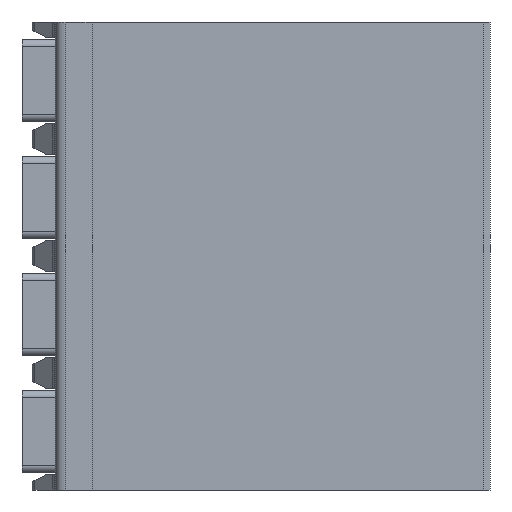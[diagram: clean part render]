
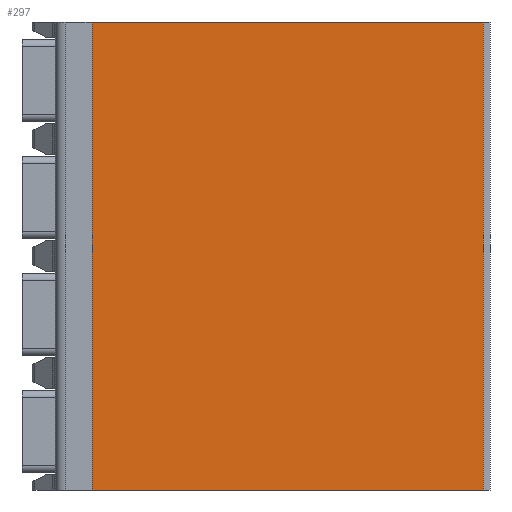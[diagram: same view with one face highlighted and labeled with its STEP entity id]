
A CAD part, left-side view. The second image highlights one B-rep face of the part: STEP entity #297.
In plain terms, the highlighted planar face has unit normal (-1, 0, 0).
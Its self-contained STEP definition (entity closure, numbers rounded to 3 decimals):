
#297 = ADVANCED_FACE( '', ( #829 ), #830, .F. );
#829 = FACE_OUTER_BOUND( '', #1446, .T. );
#830 = PLANE( '', #1447 );
#1446 = EDGE_LOOP( '', ( #3409, #3410, #3411, #3412 ) );
#1447 = AXIS2_PLACEMENT_3D( '', #3413, #3414, #3415 );
#3409 = ORIENTED_EDGE( '', *, *, #4758, .T. );
#3410 = ORIENTED_EDGE( '', *, *, #4757, .F. );
#3411 = ORIENTED_EDGE( '', *, *, #4759, .F. );
#3412 = ORIENTED_EDGE( '', *, *, #4760, .T. );
#3413 = CARTESIAN_POINT( '', ( 0.75, 11.9, 14. ) );
#3414 = DIRECTION( '', ( 1., 0., 0. ) );
#3415 = DIRECTION( '', ( 0., 1., 0. ) );
#4757 = EDGE_CURVE( '', #5981, #5979, #5983, .T. );
#4758 = EDGE_CURVE( '', #5984, #5979, #5985, .T. );
#4759 = EDGE_CURVE( '', #5986, #5981, #5987, .T. );
#4760 = EDGE_CURVE( '', #5986, #5984, #5988, .T. );
#5979 = VERTEX_POINT( '', #7798 );
#5981 = VERTEX_POINT( '', #7801 );
#5983 = LINE( '', #7804, #7805 );
#5984 = VERTEX_POINT( '', #7806 );
#5985 = LINE( '', #7807, #7808 );
#5986 = VERTEX_POINT( '', #7809 );
#5987 = LINE( '', #7810, #7811 );
#5988 = LINE( '', #7812, #7813 );
#7798 = CARTESIAN_POINT( '', ( 0.75, 0.2, 0. ) );
#7801 = CARTESIAN_POINT( '', ( 0.75, 0.2, 14. ) );
#7804 = CARTESIAN_POINT( '', ( 0.75, 0.2, 14. ) );
#7805 = VECTOR( '', #9116, 1000. );
#7806 = CARTESIAN_POINT( '', ( 0.75, 11.9, 0. ) );
#7807 = CARTESIAN_POINT( '', ( 0.75, 11.9, 0. ) );
#7808 = VECTOR( '', #9117, 1000. );
#7809 = CARTESIAN_POINT( '', ( 0.75, 11.9, 14. ) );
#7810 = CARTESIAN_POINT( '', ( 0.75, 11.9, 14. ) );
#7811 = VECTOR( '', #9118, 1000. );
#7812 = CARTESIAN_POINT( '', ( 0.75, 11.9, 14. ) );
#7813 = VECTOR( '', #9119, 1000. );
#9116 = DIRECTION( '', ( 0., 0., -1. ) );
#9117 = DIRECTION( '', ( 0., -1., 0. ) );
#9118 = DIRECTION( '', ( 0., -1., 0. ) );
#9119 = DIRECTION( '', ( 0., 0., -1. ) );
